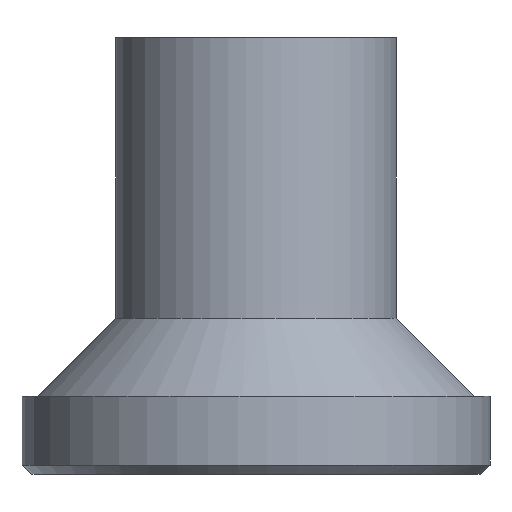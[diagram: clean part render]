
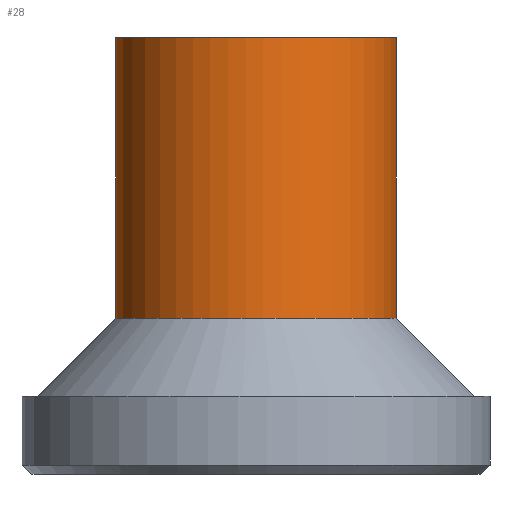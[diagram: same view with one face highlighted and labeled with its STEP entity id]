
A CAD part, front view. The second image highlights one B-rep face of the part: STEP entity #28.
In plain terms, the highlighted cylindrical face has radius 9 mm (diameter 18 mm), a partial arc.
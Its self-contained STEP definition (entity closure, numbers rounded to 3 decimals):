
#28=ADVANCED_FACE('',(#45),#242,.T.);
#45=FACE_OUTER_BOUND('',#65,.T.);
#65=EDGE_LOOP('',(#115,#116,#117,#118));
#115=ORIENTED_EDGE('',*,*,#161,.T.);
#116=ORIENTED_EDGE('',*,*,#142,.T.);
#117=ORIENTED_EDGE('',*,*,#160,.F.);
#118=ORIENTED_EDGE('',*,*,#159,.F.);
#142=EDGE_CURVE('',#210,#208,#184,.T.);
#159=EDGE_CURVE('',#219,#220,#197,.T.);
#160=EDGE_CURVE('',#220,#208,#198,.T.);
#161=EDGE_CURVE('',#219,#210,#199,.T.);
#184=(
BOUNDED_CURVE()
B_SPLINE_CURVE(1,(#480,#481),.UNSPECIFIED.,.F.,.F.)
B_SPLINE_CURVE_WITH_KNOTS((2,2),(10.,28.),.UNSPECIFIED.)
CURVE()
GEOMETRIC_REPRESENTATION_ITEM()
RATIONAL_B_SPLINE_CURVE((1.,1.))
REPRESENTATION_ITEM('')
);
#197=(
BOUNDED_CURVE()
B_SPLINE_CURVE(1,(#542,#543),.UNSPECIFIED.,.F.,.F.)
B_SPLINE_CURVE_WITH_KNOTS((2,2),(10.,28.),.UNSPECIFIED.)
CURVE()
GEOMETRIC_REPRESENTATION_ITEM()
RATIONAL_B_SPLINE_CURVE((1.,1.))
REPRESENTATION_ITEM('')
);
#198=(
BOUNDED_CURVE()
B_SPLINE_CURVE(2,(#544,#545,#546,#547,#548),.UNSPECIFIED.,.F.,.F.)
B_SPLINE_CURVE_WITH_KNOTS((3,2,3),(28.274,42.412,56.549),
 .UNSPECIFIED.)
CURVE()
GEOMETRIC_REPRESENTATION_ITEM()
RATIONAL_B_SPLINE_CURVE((1.,0.707,1.,0.707,1.))
REPRESENTATION_ITEM('')
);
#199=(
BOUNDED_CURVE()
B_SPLINE_CURVE(2,(#549,#550,#551,#552,#553),.UNSPECIFIED.,.F.,.F.)
B_SPLINE_CURVE_WITH_KNOTS((3,2,3),(43.981,65.972,87.962),
 .UNSPECIFIED.)
CURVE()
GEOMETRIC_REPRESENTATION_ITEM()
RATIONAL_B_SPLINE_CURVE((1.,0.707,1.,0.707,1.))
REPRESENTATION_ITEM('')
);
#208=VERTEX_POINT('',#446);
#210=VERTEX_POINT('',#448);
#219=VERTEX_POINT('',#457);
#220=VERTEX_POINT('',#458);
#242=CYLINDRICAL_SURFACE('',#339,9.);
#339=AXIS2_PLACEMENT_3D('',#403,#351,$);
#351=DIRECTION('',(0.,0.,1.));
#403=CARTESIAN_POINT('',(0.,0.,14.));
#446=CARTESIAN_POINT('',(9.,0.,28.));
#448=CARTESIAN_POINT('',(9.,0.,10.));
#457=CARTESIAN_POINT('',(-9.,0.,10.));
#458=CARTESIAN_POINT('',(-9.,0.,28.));
#480=CARTESIAN_POINT('',(9.,0.,10.));
#481=CARTESIAN_POINT('',(9.,0.,28.));
#542=CARTESIAN_POINT('',(-9.,0.,10.));
#543=CARTESIAN_POINT('',(-9.,0.,28.));
#544=CARTESIAN_POINT('',(-9.,0.,28.));
#545=CARTESIAN_POINT('',(-9.,-9.,28.));
#546=CARTESIAN_POINT('',(0.,-9.,28.));
#547=CARTESIAN_POINT('',(9.,-9.,28.));
#548=CARTESIAN_POINT('',(9.,0.,28.));
#549=CARTESIAN_POINT('',(-9.,0.,10.));
#550=CARTESIAN_POINT('',(-9.,-9.,10.));
#551=CARTESIAN_POINT('',(0.,-9.,10.));
#552=CARTESIAN_POINT('',(9.,-9.,10.));
#553=CARTESIAN_POINT('',(9.,0.,10.));
